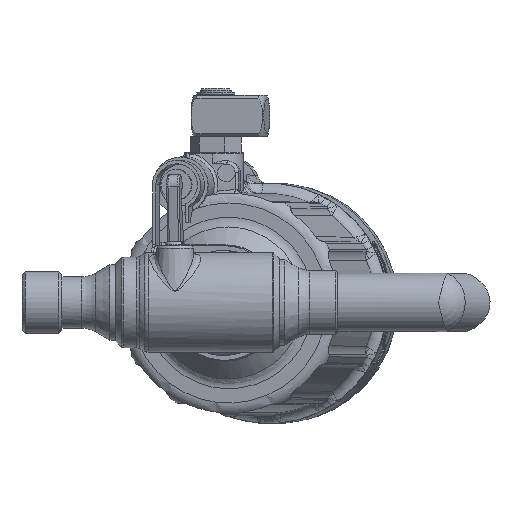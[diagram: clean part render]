
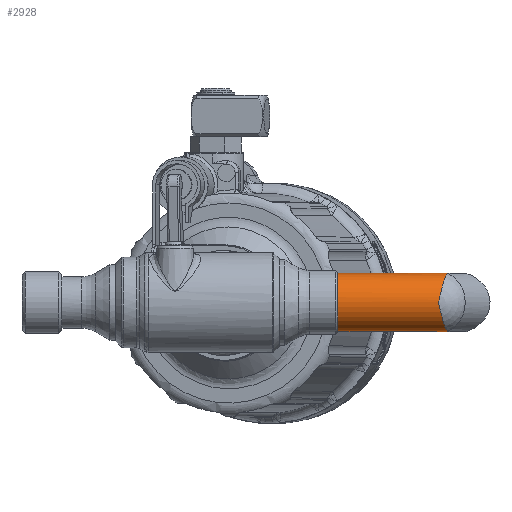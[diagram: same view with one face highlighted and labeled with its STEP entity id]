
A CAD part, top view. The second image highlights one B-rep face of the part: STEP entity #2928.
In plain terms, the highlighted cylindrical face has radius 13.462 mm (diameter 26.924 mm), a full revolution.
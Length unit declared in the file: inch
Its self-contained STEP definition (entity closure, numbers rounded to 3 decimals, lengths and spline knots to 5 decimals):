
#810=CYLINDRICAL_SURFACE('',#15196,0.53);
#2189=B_SPLINE_CURVE_WITH_KNOTS('',3,(#29832,#29833,#29834,#29835,#29836,
#29837,#29838,#29839,#29840,#29841,#29842,#29843,#29844,#29845,#29846,#29847),
 .UNSPECIFIED.,.F.,.F.,(4,3,3,3,3,4),(0.,0.21455,0.42916,
0.64302,0.8572,1.),.UNSPECIFIED.);
#2190=B_SPLINE_CURVE_WITH_KNOTS('',3,(#29850,#29851,#29852,#29853,#29854,
#29855,#29856,#29857,#29858,#29859,#29860,#29861,#29862,#29863,#29864,#29865),
 .UNSPECIFIED.,.F.,.F.,(4,3,3,3,3,4),(0.,0.21464,0.42928,
0.64381,0.85784,1.),.UNSPECIFIED.);
#2191=B_SPLINE_CURVE_WITH_KNOTS('',3,(#29871,#29872,#29873,#29874),
 .UNSPECIFIED.,.F.,.F.,(4,4),(0.,1.),.UNSPECIFIED.);
#2192=B_SPLINE_CURVE_WITH_KNOTS('',3,(#29876,#29877,#29878,#29879,#29880,
#29881),.UNSPECIFIED.,.F.,.F.,(4,2,4),(0.,0.5,1.),.UNSPECIFIED.);
#2193=B_SPLINE_CURVE_WITH_KNOTS('',3,(#29883,#29884,#29885,#29886,#29887,
#29888),.UNSPECIFIED.,.F.,.F.,(4,2,4),(0.,0.5,1.),.UNSPECIFIED.);
#2194=B_SPLINE_CURVE_WITH_KNOTS('',3,(#29890,#29891,#29892,#29893),
 .UNSPECIFIED.,.F.,.F.,(4,4),(0.,1.),.UNSPECIFIED.);
#2928=ADVANCED_FACE('',(#3476,#3477),#810,.T.);
#3476=FACE_BOUND('',#4302,.T.);
#3477=FACE_BOUND('',#4303,.T.);
#4302=EDGE_LOOP('',(#8643));
#4303=EDGE_LOOP('',(#8644,#8645,#8646,#8647,#8648,#8649,#8650,#8651,#8652,
#8653));
#5260=CIRCLE('',#15139,0.53);
#5286=CIRCLE('',#15194,0.53);
#5287=CIRCLE('',#15195,0.53);
#8643=ORIENTED_EDGE('',*,*,#12451,.T.);
#8644=ORIENTED_EDGE('',*,*,#12507,.T.);
#8645=ORIENTED_EDGE('',*,*,#12508,.T.);
#8646=ORIENTED_EDGE('',*,*,#12509,.T.);
#8647=ORIENTED_EDGE('',*,*,#12510,.F.);
#8648=ORIENTED_EDGE('',*,*,#12511,.F.);
#8649=ORIENTED_EDGE('',*,*,#12512,.F.);
#8650=ORIENTED_EDGE('',*,*,#12513,.F.);
#8651=ORIENTED_EDGE('',*,*,#12514,.F.);
#8652=ORIENTED_EDGE('',*,*,#12515,.T.);
#8653=ORIENTED_EDGE('',*,*,#12516,.T.);
#10584=VERTEX_POINT('',#29652);
#10624=VERTEX_POINT('',#29848);
#10625=VERTEX_POINT('',#29849);
#10626=VERTEX_POINT('',#29866);
#10627=VERTEX_POINT('',#29868);
#10628=VERTEX_POINT('',#29870);
#10629=VERTEX_POINT('',#29875);
#10630=VERTEX_POINT('',#29882);
#10631=VERTEX_POINT('',#29889);
#10632=VERTEX_POINT('',#29894);
#10633=VERTEX_POINT('',#29896);
#12451=EDGE_CURVE('',#10584,#10584,#5260,.T.);
#12507=EDGE_CURVE('',#10624,#10625,#2189,.T.);
#12508=EDGE_CURVE('',#10625,#10626,#2190,.T.);
#12509=EDGE_CURVE('',#10626,#10627,#5286,.T.);
#12510=EDGE_CURVE('',#10628,#10627,#13316,.T.);
#12511=EDGE_CURVE('',#10629,#10628,#2191,.T.);
#12512=EDGE_CURVE('',#10630,#10629,#2192,.T.);
#12513=EDGE_CURVE('',#10631,#10630,#2193,.T.);
#12514=EDGE_CURVE('',#10632,#10631,#2194,.T.);
#12515=EDGE_CURVE('',#10632,#10633,#13317,.T.);
#12516=EDGE_CURVE('',#10633,#10624,#5287,.T.);
#13316=LINE('',#29869,#13848);
#13317=LINE('',#29895,#13849);
#13848=VECTOR('',#18316,1.);
#13849=VECTOR('',#18317,1.);
#15139=AXIS2_PLACEMENT_3D('',#29651,#18178,#18179);
#15194=AXIS2_PLACEMENT_3D('',#29867,#18314,#18315);
#15195=AXIS2_PLACEMENT_3D('',#29897,#18318,#18319);
#15196=AXIS2_PLACEMENT_3D('',#29898,#18320,#18321);
#18178=DIRECTION('',(1.,0.,0.));
#18179=DIRECTION('',(0.,0.,-1.));
#18314=DIRECTION('',(-1.,0.,0.));
#18315=DIRECTION('',(0.,0.,-1.));
#18316=DIRECTION('',(-1.,0.,0.));
#18317=DIRECTION('',(-1.,0.,0.));
#18318=DIRECTION('',(-1.,0.,0.));
#18319=DIRECTION('',(0.,0.,-1.));
#18320=DIRECTION('',(-1.,0.,0.));
#18321=DIRECTION('',(0.,0.,1.));
#29651=CARTESIAN_POINT('',(4.1,0.,0.));
#29652=CARTESIAN_POINT('',(4.1,0.,-0.53));
#29832=CARTESIAN_POINT('',(4.615,0.06,-0.52659));
#29833=CARTESIAN_POINT('',(4.615,0.05333,-0.52735));
#29834=CARTESIAN_POINT('',(4.61386,0.04655,-0.52799));
#29835=CARTESIAN_POINT('',(4.61165,0.04023,-0.52847));
#29836=CARTESIAN_POINT('',(4.60944,0.03391,-0.52895));
#29837=CARTESIAN_POINT('',(4.60612,0.02787,-0.52929));
#29838=CARTESIAN_POINT('',(4.60194,0.02262,-0.52952));
#29839=CARTESIAN_POINT('',(4.59777,0.01739,-0.52974));
#29840=CARTESIAN_POINT('',(4.59265,0.0128,-0.52986));
#29841=CARTESIAN_POINT('',(4.58698,0.00924,-0.52992));
#29842=CARTESIAN_POINT('',(4.58132,0.00566,-0.52998));
#29843=CARTESIAN_POINT('',(4.57495,0.00302,-0.52999));
#29844=CARTESIAN_POINT('',(4.56842,0.00152,-0.53));
#29845=CARTESIAN_POINT('',(4.56403,0.00051,-0.53));
#29846=CARTESIAN_POINT('',(4.5595,0.,-0.53));
#29847=CARTESIAN_POINT('',(4.555,0.,-0.53));
#29848=CARTESIAN_POINT('',(4.615,0.06,-0.52659));
#29849=CARTESIAN_POINT('',(4.555,0.,-0.53));
#29850=CARTESIAN_POINT('',(4.555,0.,-0.53));
#29851=CARTESIAN_POINT('',(4.56171,0.,-0.53));
#29852=CARTESIAN_POINT('',(4.56852,-0.00116,-0.53));
#29853=CARTESIAN_POINT('',(4.57486,-0.00338,-0.52999));
#29854=CARTESIAN_POINT('',(4.58119,-0.0056,-0.52998));
#29855=CARTESIAN_POINT('',(4.58723,-0.00895,-0.52994));
#29856=CARTESIAN_POINT('',(4.59248,-0.01314,-0.52984));
#29857=CARTESIAN_POINT('',(4.59772,-0.01734,-0.52973));
#29858=CARTESIAN_POINT('',(4.60231,-0.02249,-0.52955));
#29859=CARTESIAN_POINT('',(4.60586,-0.02817,-0.52925));
#29860=CARTESIAN_POINT('',(4.60941,-0.03384,-0.52895));
#29861=CARTESIAN_POINT('',(4.61203,-0.0402,-0.52851));
#29862=CARTESIAN_POINT('',(4.61351,-0.0467,-0.52794));
#29863=CARTESIAN_POINT('',(4.6145,-0.05106,-0.52755));
#29864=CARTESIAN_POINT('',(4.615,-0.05555,-0.5271));
#29865=CARTESIAN_POINT('',(4.615,-0.06,-0.52659));
#29866=CARTESIAN_POINT('',(4.615,-0.06,-0.52659));
#29867=CARTESIAN_POINT('',(4.615,0.,0.));
#29868=CARTESIAN_POINT('',(4.615,-0.53,0.));
#29869=CARTESIAN_POINT('',(6.74,-0.53,0.));
#29870=CARTESIAN_POINT('',(6.11517,-0.53,0.));
#29871=CARTESIAN_POINT('',(6.09049,-0.52584,0.0663));
#29872=CARTESIAN_POINT('',(6.09471,-0.5288,0.04281));
#29873=CARTESIAN_POINT('',(6.10317,-0.53,0.02078));
#29874=CARTESIAN_POINT('',(6.11517,-0.53,0.));
#29875=CARTESIAN_POINT('',(6.09049,-0.52584,0.0663));
#29876=CARTESIAN_POINT('',(5.92369,0.,0.53));
#29877=CARTESIAN_POINT('',(5.95379,-0.12652,0.53));
#29878=CARTESIAN_POINT('',(5.984,-0.25318,0.48299));
#29879=CARTESIAN_POINT('',(6.04116,-0.44613,0.31361));
#29880=CARTESIAN_POINT('',(6.06748,-0.50971,0.19423));
#29881=CARTESIAN_POINT('',(6.09049,-0.52584,0.0663));
#29882=CARTESIAN_POINT('',(5.92369,0.,0.53));
#29883=CARTESIAN_POINT('',(6.09049,0.52584,0.0663));
#29884=CARTESIAN_POINT('',(6.06732,0.50959,0.19513));
#29885=CARTESIAN_POINT('',(6.04108,0.44584,0.31386));
#29886=CARTESIAN_POINT('',(5.98409,0.25347,0.48273));
#29887=CARTESIAN_POINT('',(5.95378,0.12648,0.53));
#29888=CARTESIAN_POINT('',(5.92369,0.,0.53));
#29889=CARTESIAN_POINT('',(6.09049,0.52584,0.0663));
#29890=CARTESIAN_POINT('',(6.11517,0.53,0.));
#29891=CARTESIAN_POINT('',(6.10317,0.53,0.02078));
#29892=CARTESIAN_POINT('',(6.09471,0.5288,0.04281));
#29893=CARTESIAN_POINT('',(6.09049,0.52584,0.0663));
#29894=CARTESIAN_POINT('',(6.11517,0.53,0.));
#29895=CARTESIAN_POINT('',(6.74,0.53,0.));
#29896=CARTESIAN_POINT('',(4.615,0.53,0.));
#29897=CARTESIAN_POINT('',(4.615,0.,0.));
#29898=CARTESIAN_POINT('',(6.74,0.,0.));
